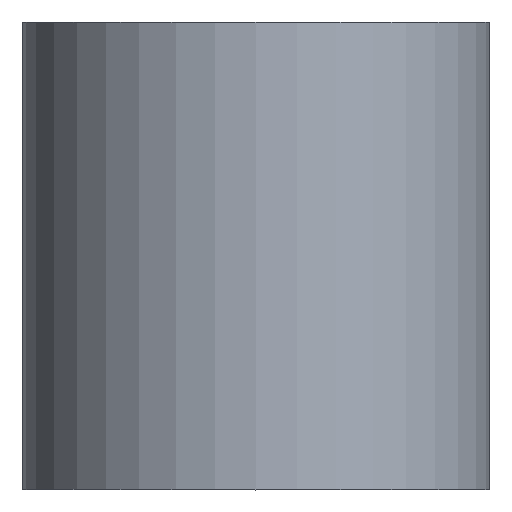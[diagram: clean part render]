
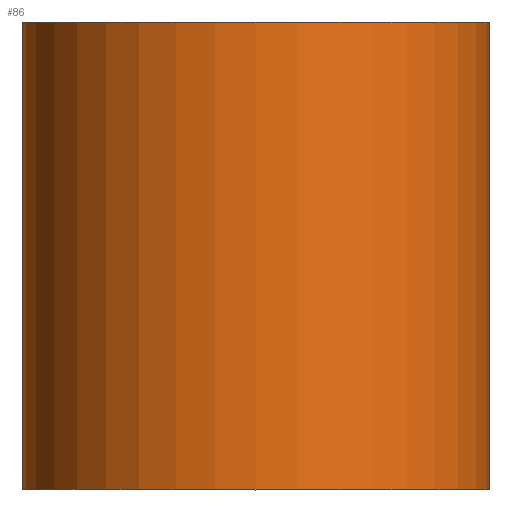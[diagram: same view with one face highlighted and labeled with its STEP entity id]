
A CAD part, top view. The second image highlights one B-rep face of the part: STEP entity #86.
In plain terms, the highlighted cylindrical face has radius 6.35 mm (diameter 12.7 mm), a full revolution.
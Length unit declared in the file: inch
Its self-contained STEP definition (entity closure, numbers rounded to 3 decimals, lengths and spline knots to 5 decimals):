
#14=LINE('',#164,#16);
#16=VECTOR('',#139,0.25);
#18=CYLINDRICAL_SURFACE('',#114,0.25);
#23=FACE_OUTER_BOUND('',#28,.T.);
#28=EDGE_LOOP('',(#62,#63,#64,#65,#66,#67));
#32=CIRCLE('',#110,0.25);
#33=CIRCLE('',#111,0.25);
#36=CIRCLE('',#115,0.25);
#37=CIRCLE('',#116,0.25);
#40=VERTEX_POINT('',#151);
#41=VERTEX_POINT('',#152);
#44=VERTEX_POINT('',#160);
#45=VERTEX_POINT('',#161);
#48=EDGE_CURVE('',#40,#41,#32,.T.);
#49=EDGE_CURVE('',#41,#40,#33,.T.);
#52=EDGE_CURVE('',#44,#45,#36,.T.);
#53=EDGE_CURVE('',#45,#44,#37,.T.);
#54=EDGE_CURVE('',#45,#41,#14,.T.);
#62=ORIENTED_EDGE('',*,*,#52,.F.);
#63=ORIENTED_EDGE('',*,*,#53,.F.);
#64=ORIENTED_EDGE('',*,*,#54,.T.);
#65=ORIENTED_EDGE('',*,*,#49,.T.);
#66=ORIENTED_EDGE('',*,*,#48,.T.);
#67=ORIENTED_EDGE('',*,*,#54,.F.);
#86=ADVANCED_FACE('',(#23),#18,.T.);
#110=AXIS2_PLACEMENT_3D('',#153,#125,#126);
#111=AXIS2_PLACEMENT_3D('',#154,#127,#128);
#114=AXIS2_PLACEMENT_3D('',#159,#133,#134);
#115=AXIS2_PLACEMENT_3D('',#162,#135,#136);
#116=AXIS2_PLACEMENT_3D('',#163,#137,#138);
#125=DIRECTION('center_axis',(0.,-1.,0.));
#126=DIRECTION('ref_axis',(0.,0.,-1.));
#127=DIRECTION('center_axis',(0.,-1.,0.));
#128=DIRECTION('ref_axis',(0.,0.,-1.));
#133=DIRECTION('center_axis',(0.,1.,0.));
#134=DIRECTION('ref_axis',(0.,0.,1.));
#135=DIRECTION('center_axis',(0.,-1.,0.));
#136=DIRECTION('ref_axis',(0.,0.,-1.));
#137=DIRECTION('center_axis',(0.,-1.,0.));
#138=DIRECTION('ref_axis',(0.,0.,-1.));
#139=DIRECTION('',(0.,1.,0.));
#151=CARTESIAN_POINT('',(0.,0.25,0.25));
#152=CARTESIAN_POINT('',(0.,0.25,-0.25));
#153=CARTESIAN_POINT('Origin',(0.,0.25,0.));
#154=CARTESIAN_POINT('Origin',(0.,0.25,0.));
#159=CARTESIAN_POINT('Origin',(0.,0.25,0.));
#160=CARTESIAN_POINT('',(0.,-0.25,0.25));
#161=CARTESIAN_POINT('',(0.,-0.25,-0.25));
#162=CARTESIAN_POINT('Origin',(0.,-0.25,0.));
#163=CARTESIAN_POINT('Origin',(0.,-0.25,0.));
#164=CARTESIAN_POINT('',(0.,0.25,-0.25));
